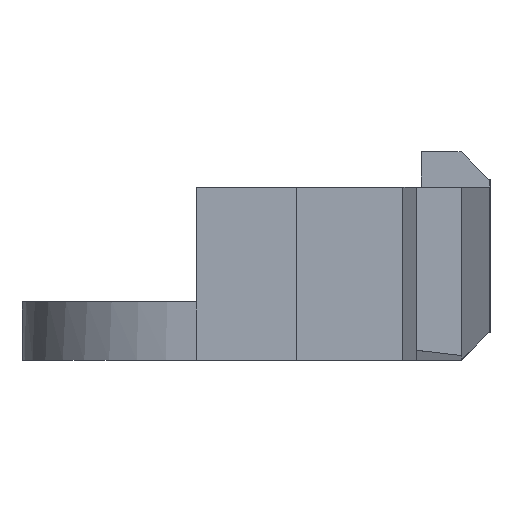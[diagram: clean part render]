
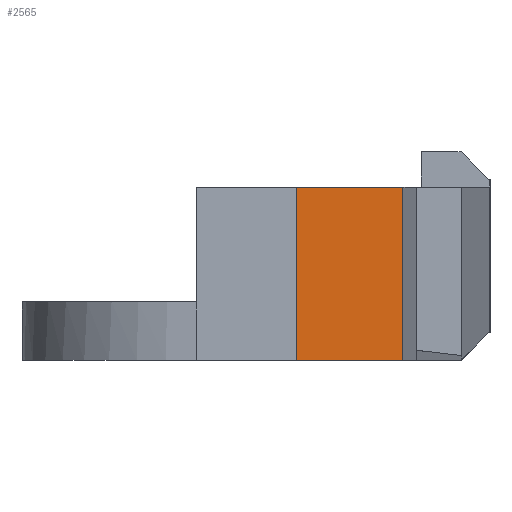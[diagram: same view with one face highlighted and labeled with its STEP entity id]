
A CAD part, left-side view. The second image highlights one B-rep face of the part: STEP entity #2565.
In plain terms, the highlighted planar face has unit normal (-1, 0, 0).
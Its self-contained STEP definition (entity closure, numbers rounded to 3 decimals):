
#39=PLANE('',#2740);
#190=FACE_OUTER_BOUND('',#346,.T.);
#346=EDGE_LOOP('',(#1918,#1919,#1920,#1921));
#481=LINE('',#3581,#840);
#523=LINE('',#3675,#882);
#542=LINE('',#3713,#901);
#549=LINE('',#3725,#908);
#840=VECTOR('',#2888,10.);
#882=VECTOR('',#2960,10.);
#901=VECTOR('',#2993,10.);
#908=VECTOR('',#3010,10.);
#1211=VERTEX_POINT('',#3578);
#1212=VERTEX_POINT('',#3580);
#1248=VERTEX_POINT('',#3672);
#1249=VERTEX_POINT('',#3674);
#1432=EDGE_CURVE('',#1211,#1212,#481,.T.);
#1479=EDGE_CURVE('',#1248,#1249,#523,.T.);
#1500=EDGE_CURVE('',#1211,#1249,#542,.T.);
#1507=EDGE_CURVE('',#1212,#1248,#549,.T.);
#1918=ORIENTED_EDGE('',*,*,#1507,.F.);
#1919=ORIENTED_EDGE('',*,*,#1432,.F.);
#1920=ORIENTED_EDGE('',*,*,#1500,.T.);
#1921=ORIENTED_EDGE('',*,*,#1479,.F.);
#2565=ADVANCED_FACE('',(#190),#39,.T.);
#2740=AXIS2_PLACEMENT_3D('',#3726,#3011,#3012);
#2888=DIRECTION('',(0.,1.,0.));
#2960=DIRECTION('',(0.,-1.,0.));
#2993=DIRECTION('',(0.,0.,1.));
#3010=DIRECTION('',(0.,0.,1.));
#3011=DIRECTION('center_axis',(-1.,0.,0.));
#3012=DIRECTION('ref_axis',(0.,1.,0.));
#3578=CARTESIAN_POINT('',(49.858,54.618,0.));
#3580=CARTESIAN_POINT('',(49.858,60.158,0.));
#3581=CARTESIAN_POINT('',(49.858,60.158,0.));
#3672=CARTESIAN_POINT('',(49.858,60.158,9.04));
#3674=CARTESIAN_POINT('',(49.858,54.618,9.04));
#3675=CARTESIAN_POINT('',(49.858,60.158,9.04));
#3713=CARTESIAN_POINT('',(49.858,54.618,6.04));
#3725=CARTESIAN_POINT('',(49.858,60.158,6.04));
#3726=CARTESIAN_POINT('Origin',(49.858,54.618,6.04));
